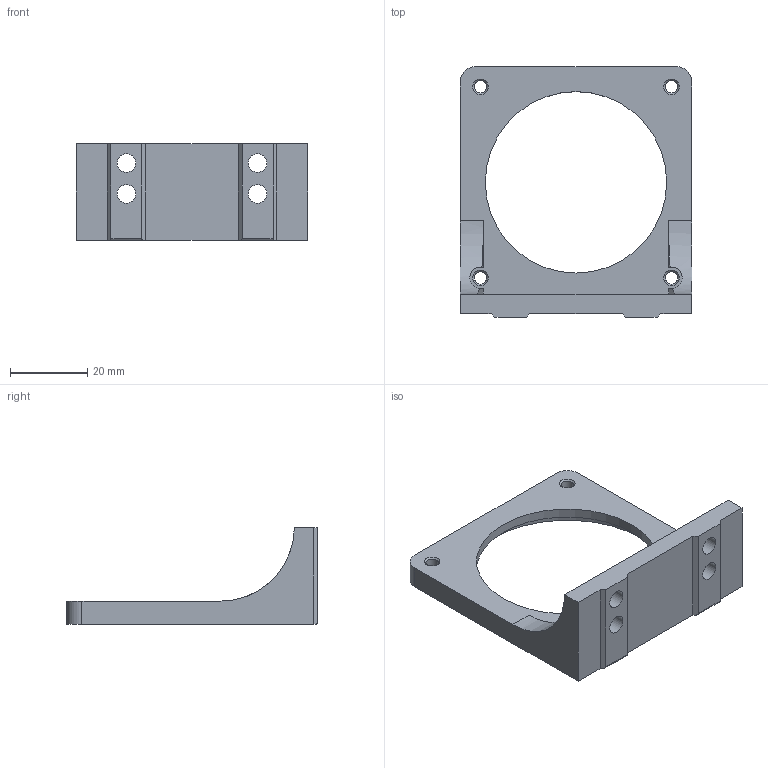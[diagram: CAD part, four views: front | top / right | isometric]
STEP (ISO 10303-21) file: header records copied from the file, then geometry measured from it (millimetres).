
FILE_DESCRIPTION( ( 'STEP AP214' ), ' ' );
FILE_NAME( 'PACTB60.stp', '2024-01-18T17:01:24', ( '' ), ( '' ), ' ', 'PARTsolutions', ' ' );
FILE_SCHEMA( ( 'AUTOMOTIVE_DESIGN { 1 0 10303 214 1 1 1 1 }' ) );
Length unit declared in the file: millimetre
Products named in the file (1): _PACTB60
Bounding box: 60 x 65 x 25 mm (x, y, z)
Volume: 16817.1 mm3; surface area: 9809 mm2
Topology: 1 solids, 1 shells, 47 faces, 122 edges, 78 vertices
Faces by surface type: plane 21, cylinder 18, cone 8
Full cylindrical faces by diameter (mm): 3.242 x4, 4.8 x4, 47 x1, 54 x1
Entity records: 1840 total; most frequent: CARTESIAN_POINT 292, DIRECTION 246, ORIENTED_EDGE 208, EDGE_CURVE 104, AXIS2_PLACEMENT_3D 96, EDGE_LOOP 84, VERTEX_POINT 78, FACE_OUTER_BOUND 57
